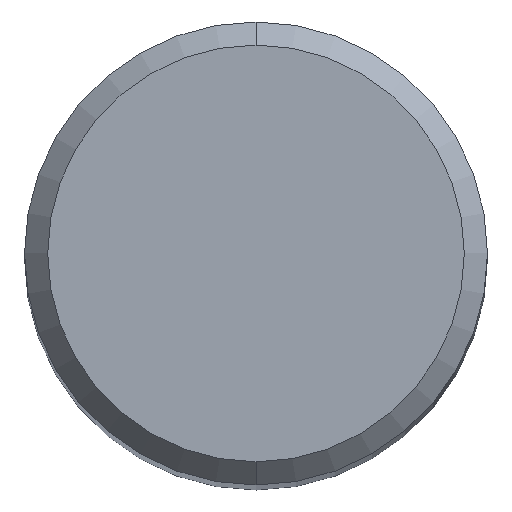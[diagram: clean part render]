
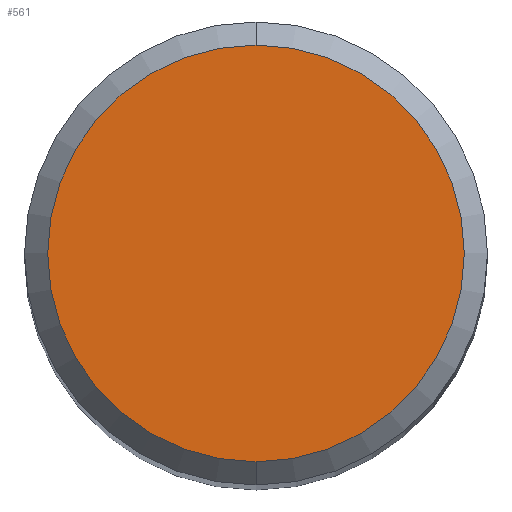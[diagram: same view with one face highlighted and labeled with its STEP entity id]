
A CAD part, top view. The second image highlights one B-rep face of the part: STEP entity #561.
In plain terms, the highlighted planar face has unit normal (0, 0, 1).
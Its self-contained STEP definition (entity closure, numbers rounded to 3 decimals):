
#323=EDGE_CURVE('',#555,#627,#918,.T.);
#555=VERTEX_POINT('',#1176);
#561=ADVANCED_FACE('',(#1182),#1183,.T.);
#627=VERTEX_POINT('',#1253);
#737=EDGE_CURVE('',#627,#555,#1375,.T.);
#918=CIRCLE('',#1562,3.6);
#1176=CARTESIAN_POINT('',(0.,-3.6,0.0));
#1182=FACE_OUTER_BOUND('',#3436,.T.);
#1183=PLANE('',#3437);
#1253=CARTESIAN_POINT('',(0.0,3.6,0.0));
#1375=CIRCLE('',#5407,3.6);
#1562=AXIS2_PLACEMENT_3D('',#7584,#7585,#7586);
#3436=EDGE_LOOP('',(#7883,#7884));
#3437=AXIS2_PLACEMENT_3D('',#7885,#7886,#7887);
#5407=AXIS2_PLACEMENT_3D('',#8068,#8069,#8070);
#7584=CARTESIAN_POINT('',(0.0,0.0,0.0));
#7585=DIRECTION('',(0.0,0.0,-1.0));
#7586=DIRECTION('',(0.0,1.0,0.0));
#7883=ORIENTED_EDGE('',*,*,#737,.F.);
#7884=ORIENTED_EDGE('',*,*,#323,.F.);
#7885=CARTESIAN_POINT('',(0.0,1.8,0.0));
#7886=DIRECTION('',(-0.0,0.0,1.0));
#7887=DIRECTION('',(0.0,-1.0,0.0));
#8068=CARTESIAN_POINT('',(0.0,0.0,0.0));
#8069=DIRECTION('',(0.0,0.0,-1.0));
#8070=DIRECTION('',(0.0,1.0,0.0));
